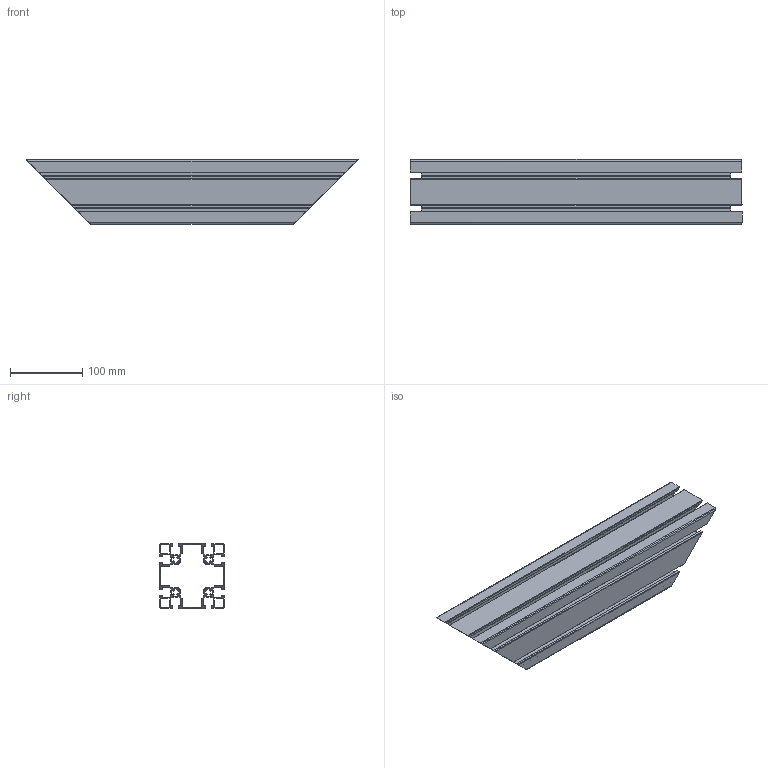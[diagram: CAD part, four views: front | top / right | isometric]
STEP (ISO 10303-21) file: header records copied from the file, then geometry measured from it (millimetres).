
FILE_DESCRIPTION(/* description */ (''),/* implementation_level */ '2;1');
FILE_NAME(/* name */ '40-39090-1.step',/* time_stamp */ '2022-07-28T14:49:28-04:00',/* author */ (''),/* organization */ (''),/* preprocessor_version */ 'ST-DEVELOPER v19',/* originating_system */ 'Autodesk Translation Framework v11.7.0.108',/* authorisation */ '');
FILE_SCHEMA (('AUTOMOTIVE_DESIGN { 1 0 10303 214 3 1 1 }'));
Length unit declared in the file: millimetre
Products named in the file (1): Working
Bounding box: 460 x 89.99 x 89.99 mm (x, y, z)
Volume: 520669.4 mm3; surface area: 510675.7 mm2
Topology: 1 solids, 1 shells, 434 faces, 1296 edges, 864 vertices
Faces by surface type: plane 218, cylinder 216
Entity records: 14770 total; most frequent: DIRECTION 2598, CARTESIAN_POINT 2595, ORIENTED_EDGE 2592, EDGE_CURVE 1296, AXIS2_PLACEMENT_3D 867, LINE 864, VECTOR 864, VERTEX_POINT 864
